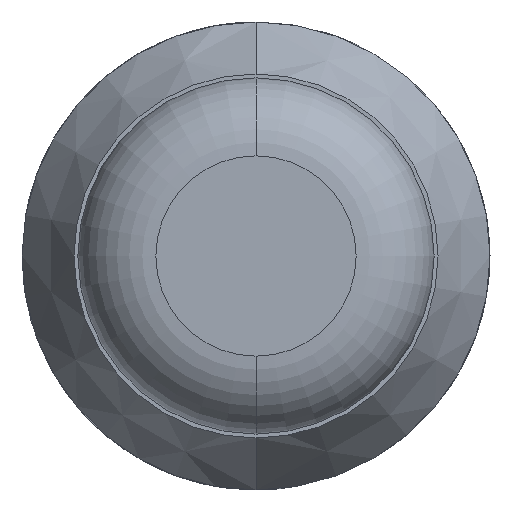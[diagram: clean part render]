
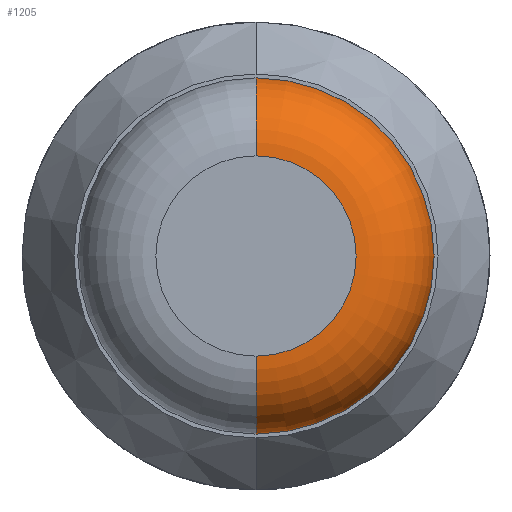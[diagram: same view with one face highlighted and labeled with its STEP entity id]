
A CAD part, front view. The second image highlights one B-rep face of the part: STEP entity #1205.
In plain terms, the highlighted toroidal (fillet/blend) face has major radius 0.385 mm and minor radius 0.3 mm.
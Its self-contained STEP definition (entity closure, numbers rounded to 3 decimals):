
#12 = CIRCLE ( 'NONE', #1018, 0.3 ) ;
#56 = EDGE_CURVE ( 'Defeature ausgef�hrt1_1+Defeature ausgef�hrt1_3+Defeature ausgef�hrt1_3+Defeature ausgef�hrt1_3', #2476, #2670, #2270, .T. ) ;
#85 = AXIS2_PLACEMENT_3D ( 'NONE', #2492, #1774, #2291 ) ;
#132 = CARTESIAN_POINT ( 'NONE',  ( 0., -18.2, 0. ) ) ;
#205 = ORIENTED_EDGE ( 'NONE', *, *, #56, .F. ) ;
#218 = AXIS2_PLACEMENT_3D ( 'NONE', #2255, #812, #1295 ) ;
#245 = ORIENTED_EDGE ( 'NONE', *, *, #2174, .F. ) ;
#584 = DIRECTION ( 'NONE',  ( 0., 1., 0. ) ) ;
#638 = CARTESIAN_POINT ( 'NONE',  ( 0., -18.5, -0.385 ) ) ;
#661 = DIRECTION ( 'NONE',  ( 0., 1., 0. ) ) ;
#812 = DIRECTION ( 'NONE',  ( 1., 0., 0. ) ) ;
#883 = DIRECTION ( 'NONE',  ( 0., 0., 1. ) ) ;
#888 = CIRCLE ( 'NONE', #85, 0.385 ) ;
#956 = AXIS2_PLACEMENT_3D ( 'NONE', #2264, #584, #1533 ) ;
#1018 = AXIS2_PLACEMENT_3D ( 'NONE', #1689, #1231, #1462 ) ;
#1042 = ORIENTED_EDGE ( 'NONE', *, *, #1615, .T. ) ;
#1205 = ADVANCED_FACE ( 'Defeature ausgef�hrt1_3', ( #1277 ), #1840, .T. ) ;
#1231 = DIRECTION ( 'NONE',  ( -1., 0., 0. ) ) ;
#1277 = FACE_OUTER_BOUND ( 'NONE', #2458, .T. ) ;
#1295 = DIRECTION ( 'NONE',  ( 0., 0., -1. ) ) ;
#1462 = DIRECTION ( 'NONE',  ( 0., 0., 1. ) ) ;
#1533 = DIRECTION ( 'NONE',  ( 0., 0., 1. ) ) ;
#1615 = EDGE_CURVE ( 'NONE', #2931, #2670, #1640, .T. ) ;
#1640 = CIRCLE ( 'NONE', #218, 0.3 ) ;
#1689 = CARTESIAN_POINT ( 'NONE',  ( 0., -18.2, 0.385 ) ) ;
#1774 = DIRECTION ( 'NONE',  ( 0., -1., 0. ) ) ;
#1788 = CARTESIAN_POINT ( 'NONE',  ( 0., -18.2, 0.685 ) ) ;
#1840 = TOROIDAL_SURFACE ( 'NONE', #2929, 0.385, 0.3 ) ;
#2174 = EDGE_CURVE ( 'NONE', #2886, #2476, #12, .T. ) ;
#2255 = CARTESIAN_POINT ( 'NONE',  ( 0., -18.2, -0.385 ) ) ;
#2264 = CARTESIAN_POINT ( 'NONE',  ( 0., -18.2, 0. ) ) ;
#2270 = CIRCLE ( 'NONE', #956, 0.685 ) ;
#2277 = CARTESIAN_POINT ( 'NONE',  ( 0., -18.5, 0.385 ) ) ;
#2291 = DIRECTION ( 'NONE',  ( 0., 0., 1. ) ) ;
#2458 = EDGE_LOOP ( 'NONE', ( #2680, #1042, #205, #245 ) ) ;
#2476 = VERTEX_POINT ( 'NONE', #1788 ) ;
#2492 = CARTESIAN_POINT ( 'NONE',  ( 0., -18.5, 0. ) ) ;
#2637 = CARTESIAN_POINT ( 'NONE',  ( 0., -18.2, -0.685 ) ) ;
#2670 = VERTEX_POINT ( 'NONE', #2637 ) ;
#2680 = ORIENTED_EDGE ( 'NONE', *, *, #2844, .F. ) ;
#2844 = EDGE_CURVE ( 'Defeature ausgef�hrt1_2+Defeature ausgef�hrt1_3+Defeature ausgef�hrt1_3+Defeature ausgef�hrt1_3', #2931, #2886, #888, .T. ) ;
#2886 = VERTEX_POINT ( 'NONE', #2277 ) ;
#2929 = AXIS2_PLACEMENT_3D ( 'NONE', #132, #661, #883 ) ;
#2931 = VERTEX_POINT ( 'NONE', #638 ) ;
